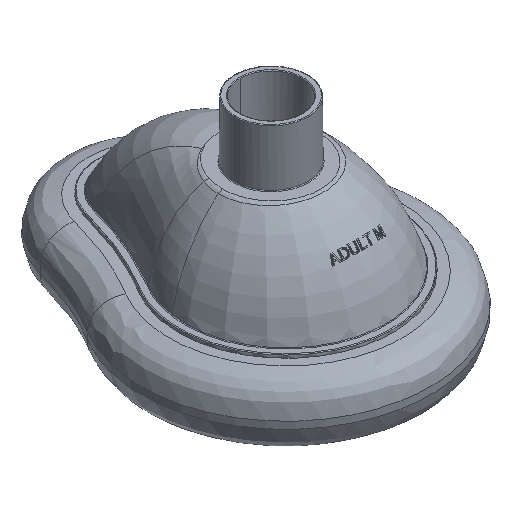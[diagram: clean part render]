
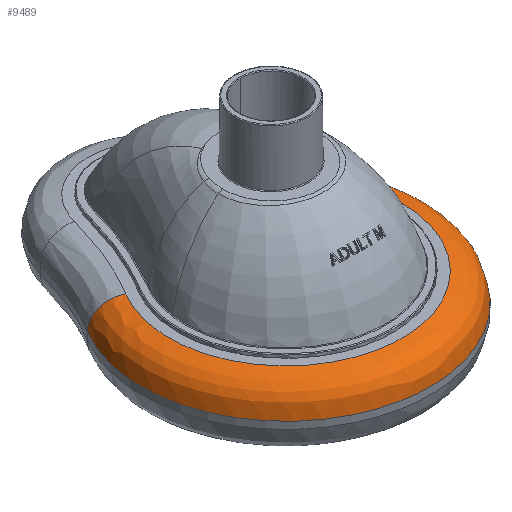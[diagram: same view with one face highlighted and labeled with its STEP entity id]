
A CAD part, isometric view. The second image highlights one B-rep face of the part: STEP entity #9489.
In plain terms, the highlighted free-form (B-spline) face has degree [2, 2] with [5, 3] control points.
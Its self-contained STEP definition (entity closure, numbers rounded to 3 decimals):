
#9309 = VERTEX_POINT('',#9310);
#9310 = CARTESIAN_POINT('',(41.818,25.078,
    -10.66));
#9341 = EDGE_CURVE('',#9342,#9309,#9344,.T.);
#9342 = VERTEX_POINT('',#9343);
#9343 = CARTESIAN_POINT('',(-41.818,25.078,
    -10.66));
#9344 = ( BOUNDED_CURVE() B_SPLINE_CURVE(2,(#9345,#9346,#9347,#9348,
#9349),.UNSPECIFIED.,.F.,.F.) B_SPLINE_CURVE_WITH_KNOTS((3,2,3),(0.,
2.111,4.222),.PIECEWISE_BEZIER_KNOTS.) CURVE() 
GEOMETRIC_REPRESENTATION_ITEM() RATIONAL_B_SPLINE_CURVE((1.,
0.493,1.,0.493,1.)) REPRESENTATION_ITEM('') );
#9345 = CARTESIAN_POINT('',(-41.818,25.078,
    -10.66));
#9346 = CARTESIAN_POINT('',(-86.1,-48.761,
    -10.66));
#9347 = CARTESIAN_POINT('',(0.,-48.761,
    -10.66));
#9348 = CARTESIAN_POINT('',(86.1,-48.761,
    -10.66));
#9349 = CARTESIAN_POINT('',(41.818,25.078,
    -10.66));
#9467 = VERTEX_POINT('',#9468);
#9468 = CARTESIAN_POINT('',(33.691,20.205,
    -1.184));
#9474 = EDGE_CURVE('',#9467,#9309,#9475,.T.);
#9475 = ( BOUNDED_CURVE() B_SPLINE_CURVE(2,(#9476,#9477,#9478),
.UNSPECIFIED.,.F.,.F.) B_SPLINE_CURVE_WITH_KNOTS((3,3),(0.,
1.571),.PIECEWISE_BEZIER_KNOTS.) CURVE() 
GEOMETRIC_REPRESENTATION_ITEM() RATIONAL_B_SPLINE_CURVE((1.,
0.707,1.)) REPRESENTATION_ITEM('') );
#9476 = CARTESIAN_POINT('',(33.691,20.205,
    -1.184));
#9477 = CARTESIAN_POINT('',(41.818,25.078,
    -1.184));
#9478 = CARTESIAN_POINT('',(41.818,25.078,
    -10.66));
#9489 = ADVANCED_FACE('',(#9490),#9510,.T.);
#9490 = FACE_BOUND('',#9491,.T.);
#9491 = EDGE_LOOP('',(#9492,#9493,#9494,#9504));
#9492 = ORIENTED_EDGE('',*,*,#9341,.T.);
#9493 = ORIENTED_EDGE('',*,*,#9474,.F.);
#9494 = ORIENTED_EDGE('',*,*,#9495,.F.);
#9495 = EDGE_CURVE('',#9496,#9467,#9498,.T.);
#9496 = VERTEX_POINT('',#9497);
#9497 = CARTESIAN_POINT('',(-33.691,20.205,
    -1.184));
#9498 = ( BOUNDED_CURVE() B_SPLINE_CURVE(2,(#9499,#9500,#9501,#9502,
#9503),.UNSPECIFIED.,.F.,.F.) B_SPLINE_CURVE_WITH_KNOTS((3,2,3),(0.,
2.111,4.222),.PIECEWISE_BEZIER_KNOTS.) CURVE() 
GEOMETRIC_REPRESENTATION_ITEM() RATIONAL_B_SPLINE_CURVE((1.,
0.493,1.,0.493,1.)) REPRESENTATION_ITEM('') );
#9499 = CARTESIAN_POINT('',(-33.691,20.205,
    -1.184));
#9500 = CARTESIAN_POINT('',(-69.368,-39.285,
    -1.184));
#9501 = CARTESIAN_POINT('',(0.,-39.285,
    -1.184));
#9502 = CARTESIAN_POINT('',(69.368,-39.285,
    -1.184));
#9503 = CARTESIAN_POINT('',(33.691,20.205,
    -1.184));
#9504 = ORIENTED_EDGE('',*,*,#9505,.T.);
#9505 = EDGE_CURVE('',#9496,#9342,#9506,.T.);
#9506 = ( BOUNDED_CURVE() B_SPLINE_CURVE(2,(#9507,#9508,#9509),
.UNSPECIFIED.,.F.,.F.) B_SPLINE_CURVE_WITH_KNOTS((3,3),(0.,
1.571),.PIECEWISE_BEZIER_KNOTS.) CURVE() 
GEOMETRIC_REPRESENTATION_ITEM() RATIONAL_B_SPLINE_CURVE((1.,
0.707,1.)) REPRESENTATION_ITEM('') );
#9507 = CARTESIAN_POINT('',(-33.691,20.205,
    -1.184));
#9508 = CARTESIAN_POINT('',(-41.818,25.078,
    -1.184));
#9509 = CARTESIAN_POINT('',(-41.818,25.078,
    -10.66));
#9510 = ( BOUNDED_SURFACE() B_SPLINE_SURFACE(2,2,(
    (#9511,#9512,#9513)
    ,(#9514,#9515,#9516)
    ,(#9517,#9518,#9519)
    ,(#9520,#9521,#9522)
    ,(#9523,#9524,#9525
)),.UNSPECIFIED.,.F.,.F.,.F.) B_SPLINE_SURFACE_WITH_KNOTS((3,2,3),(3,3),
  (3.142,5.253,7.364),(0.,1.571),
.PIECEWISE_BEZIER_KNOTS.) GEOMETRIC_REPRESENTATION_ITEM() 
RATIONAL_B_SPLINE_SURFACE((
    (1.,0.707,1.)
    ,(0.493,0.348,0.493)
    ,(1.,0.707,1.)
    ,(0.493,0.348,0.493)
,(1.,0.707,1.))) REPRESENTATION_ITEM('') SURFACE() );
#9511 = CARTESIAN_POINT('',(-41.818,25.078,
    -10.66));
#9512 = CARTESIAN_POINT('',(-41.818,25.078,
    -1.184));
#9513 = CARTESIAN_POINT('',(-33.691,20.205,
    -1.184));
#9514 = CARTESIAN_POINT('',(-86.1,-48.761,
    -10.66));
#9515 = CARTESIAN_POINT('',(-86.1,-48.761,
    -1.184));
#9516 = CARTESIAN_POINT('',(-69.368,-39.285,
    -1.184));
#9517 = CARTESIAN_POINT('',(0.,-48.761,
    -10.66));
#9518 = CARTESIAN_POINT('',(0.,-48.761,
    -1.184));
#9519 = CARTESIAN_POINT('',(0.,-39.285,
    -1.184));
#9520 = CARTESIAN_POINT('',(86.1,-48.761,
    -10.66));
#9521 = CARTESIAN_POINT('',(86.1,-48.761,
    -1.184));
#9522 = CARTESIAN_POINT('',(69.368,-39.285,
    -1.184));
#9523 = CARTESIAN_POINT('',(41.818,25.078,
    -10.66));
#9524 = CARTESIAN_POINT('',(41.818,25.078,
    -1.184));
#9525 = CARTESIAN_POINT('',(33.691,20.205,
    -1.184));
